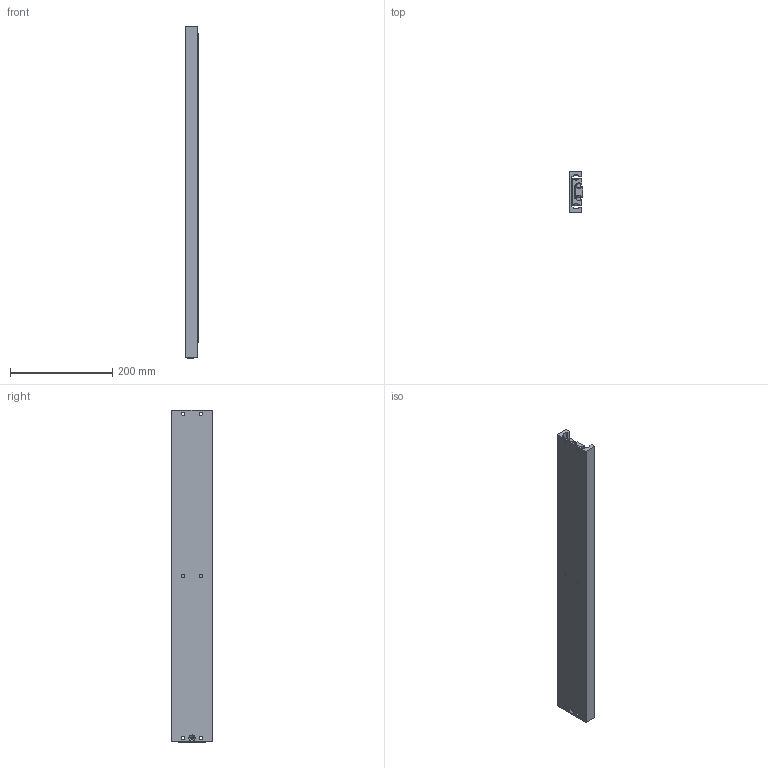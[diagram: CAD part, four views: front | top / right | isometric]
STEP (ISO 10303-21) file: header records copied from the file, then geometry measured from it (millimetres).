
FILE_DESCRIPTION (( 'STEP AP214' ), '1' );
FILE_NAME ('FR_5826.0650mm_26inch_closed.STEP', '2022-10-17T11:07:30', ( '' ), ( '' ), 'SwSTEP 2.0', 'SolidWorks 2020', '' );
FILE_SCHEMA (( 'AUTOMOTIVE_DESIGN' ));
Length unit declared in the file: millimetre
Products named in the file (11): FR 5826 MID PIN; 5826.XXX-01.T094_NL  650; 5826.XXX-03.T094_NL  650; FR 5826 STOP CABINET; FR_5826.0650mm_26inch_closed; FR 5826 STOP MIDDLE; 5826.XXX-02.T094_NL  650; FR 5826 DRW PIN
Assembly tree (12 placements, depth 3):
  FR_5826.0650mm_26inch_closed
    5826.XXX-01.T094_NL  650
      5826.XXX-01.T094_NL  650
      FR 5826 STOP CABINET
    5826.XXX-02.T094_NL  650
      5826.XXX-02.T094_NL  650
      FR 5826 STOP MIDDLE
      FR 5826 MID PIN  x2
    5826.XXX-03.T094_NL  650
      5826.XXX-03.T094_NL  650
      FR 5826 DRW PIN  x2
Bounding box: 26 x 80 x 650 mm (x, y, z)
Volume: 823010.5 mm3; surface area: 328151.5 mm2
Topology: 9 solids, 9 shells, 218 faces, 596 edges, 384 vertices
Faces by surface type: cylinder 131, plane 59, cone 28
Entity records: 7866 total; most frequent: CARTESIAN_POINT 1764, DIRECTION 1206, ORIENTED_EDGE 1168, EDGE_CURVE 584, AXIS2_PLACEMENT_3D 458, VERTEX_POINT 376, VECTOR 290, LINE 290
